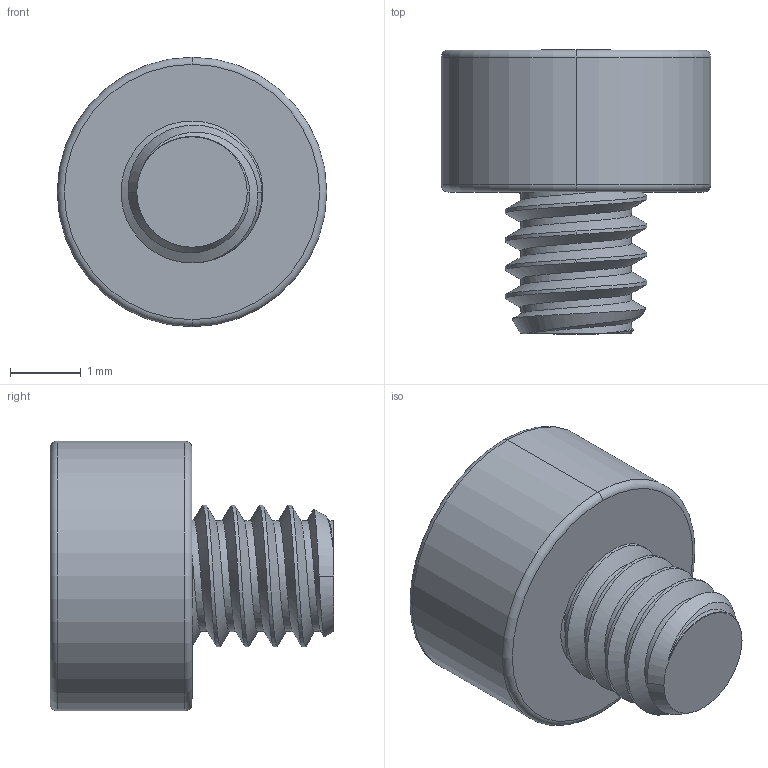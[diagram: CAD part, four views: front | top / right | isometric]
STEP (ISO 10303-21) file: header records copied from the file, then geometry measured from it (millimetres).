
FILE_DESCRIPTION (( 'STEP AP214' ), '1' );
FILE_NAME ('Screw_DIN_912_M2x3F_A2.STEP', '2024-07-15T21:31:41', ( '' ), ( '' ), 'SwSTEP 2.0', 'SolidWorks 2023', '' );
FILE_SCHEMA (( 'AUTOMOTIVE_DESIGN' ));
Length unit declared in the file: millimetre
Products named in the file (1): Screw_DIN_912_M2x3F_A2
Bounding box: 3.8 x 4 x 3.8 mm (x, y, z)
Volume: 25.3 mm3; surface area: 67.5 mm2
Topology: 1 solids, 1 shells, 43 faces, 101 edges, 62 vertices
Faces by surface type: plane 22, cylinder 11, torus 4, cone 3, bspline 3
Entity records: 2187 total; most frequent: CARTESIAN_POINT 1260, ORIENTED_EDGE 202, DIRECTION 169, EDGE_CURVE 101, VERTEX_POINT 62, AXIS2_PLACEMENT_3D 57, VECTOR 55, LINE 55
